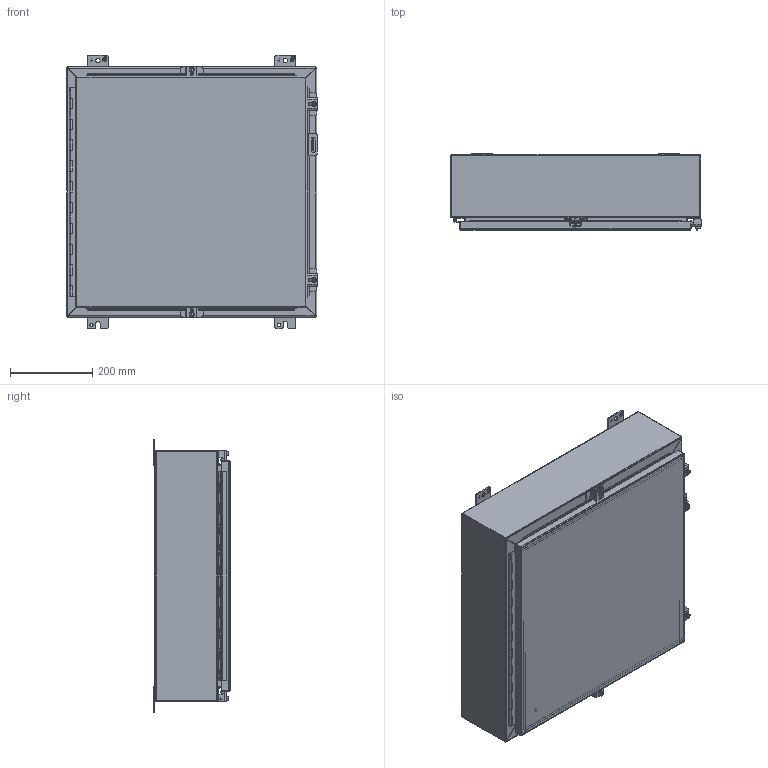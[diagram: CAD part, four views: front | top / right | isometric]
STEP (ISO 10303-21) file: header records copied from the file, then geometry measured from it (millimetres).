
FILE_DESCRIPTION (( 'STEP AP203' ), '1' );
FILE_NAME ('1418N4SSJ6_Default.step', '2019-11-01T21:02:59', ( 'ADC123' ), ( 'Microsoft' ), 'SwSTEP 2.0', 'SolidWorks 2019', '' );
FILE_SCHEMA (( 'CONFIG_CONTROL_DESIGN' ));
Length unit declared in the file: inch
Products named in the file (1): 1418N4SSJ6_Default
Bounding box: 611.45 x 187.32 x 666.75 mm (x, y, z)
Volume: 3270321.2 mm3; surface area: 3370850.5 mm2
Topology: 39 solids, 40 shells, 1499 faces, 3905 edges, 2530 vertices
Faces by surface type: plane 925, cylinder 481, bspline 82, cone 11
Entity records: 50250 total; most frequent: CARTESIAN_POINT 13342, ORIENTED_EDGE 7802, DIRECTION 7425, EDGE_CURVE 3901, VECTOR 2719, LINE 2719, VERTEX_POINT 2530, AXIS2_PLACEMENT_3D 2353
